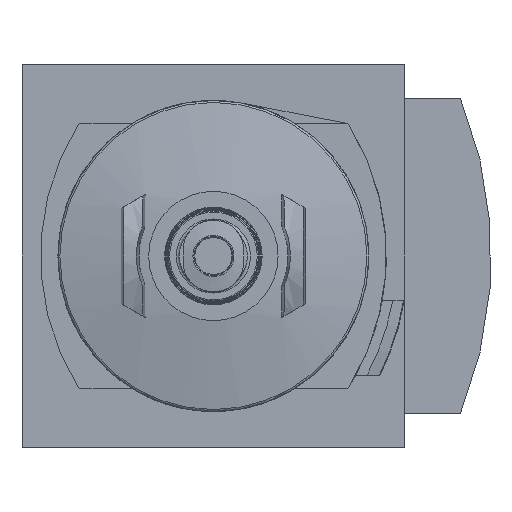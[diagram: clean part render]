
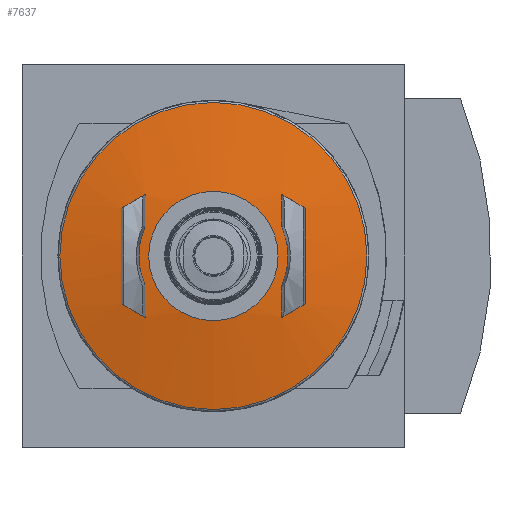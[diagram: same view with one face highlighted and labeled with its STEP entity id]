
A CAD part, front view. The second image highlights one B-rep face of the part: STEP entity #7637.
In plain terms, the highlighted spherical face has radius 110 mm.
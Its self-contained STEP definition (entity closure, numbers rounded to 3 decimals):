
#30=SPHERICAL_SURFACE('',#8091,110.);
#1473=CIRCLE('',#8090,24.87);
#1474=CIRCLE('',#8092,109.085);
#1475=CIRCLE('',#8093,108.706);
#1476=CIRCLE('',#8094,109.085);
#1477=CIRCLE('',#8095,109.363);
#1478=CIRCLE('',#8096,109.617);
#1479=CIRCLE('',#8097,12.084);
#1480=CIRCLE('',#8098,109.617);
#1481=CIRCLE('',#8099,109.363);
#1482=CIRCLE('',#8100,109.085);
#1483=CIRCLE('',#8101,108.706);
#1484=CIRCLE('',#8102,109.085);
#1485=CIRCLE('',#8103,109.363);
#1486=CIRCLE('',#8104,109.617);
#1487=CIRCLE('',#8105,12.084);
#1488=CIRCLE('',#8106,109.617);
#1489=CIRCLE('',#8107,109.363);
#1490=CIRCLE('',#8108,10.476);
#2779=ORIENTED_EDGE('',*,*,#3740,.T.);
#2780=ORIENTED_EDGE('',*,*,#3741,.T.);
#2781=ORIENTED_EDGE('',*,*,#3742,.T.);
#2782=ORIENTED_EDGE('',*,*,#3743,.T.);
#2783=ORIENTED_EDGE('',*,*,#3744,.T.);
#2784=ORIENTED_EDGE('',*,*,#3745,.T.);
#2785=ORIENTED_EDGE('',*,*,#3746,.T.);
#2786=ORIENTED_EDGE('',*,*,#3747,.T.);
#2787=ORIENTED_EDGE('',*,*,#3748,.T.);
#2788=ORIENTED_EDGE('',*,*,#3749,.T.);
#2789=ORIENTED_EDGE('',*,*,#3750,.T.);
#2790=ORIENTED_EDGE('',*,*,#3751,.T.);
#2791=ORIENTED_EDGE('',*,*,#3752,.T.);
#2792=ORIENTED_EDGE('',*,*,#3753,.T.);
#2793=ORIENTED_EDGE('',*,*,#3754,.T.);
#2794=ORIENTED_EDGE('',*,*,#3755,.T.);
#2795=ORIENTED_EDGE('',*,*,#3756,.T.);
#2796=ORIENTED_EDGE('',*,*,#3757,.F.);
#3740=EDGE_CURVE('',#4310,#4310,#1473,.T.);
#3741=EDGE_CURVE('',#4311,#4312,#1474,.T.);
#3742=EDGE_CURVE('',#4312,#4313,#1475,.T.);
#3743=EDGE_CURVE('',#4313,#4314,#1476,.T.);
#3744=EDGE_CURVE('',#4314,#4315,#1477,.T.);
#3745=EDGE_CURVE('',#4315,#4316,#1478,.T.);
#3746=EDGE_CURVE('',#4316,#4317,#1479,.F.);
#3747=EDGE_CURVE('',#4317,#4318,#1480,.T.);
#3748=EDGE_CURVE('',#4318,#4311,#1481,.T.);
#3749=EDGE_CURVE('',#4319,#4320,#1482,.T.);
#3750=EDGE_CURVE('',#4320,#4321,#1483,.T.);
#3751=EDGE_CURVE('',#4321,#4322,#1484,.T.);
#3752=EDGE_CURVE('',#4322,#4323,#1485,.T.);
#3753=EDGE_CURVE('',#4323,#4324,#1486,.T.);
#3754=EDGE_CURVE('',#4324,#4325,#1487,.F.);
#3755=EDGE_CURVE('',#4325,#4326,#1488,.T.);
#3756=EDGE_CURVE('',#4326,#4319,#1489,.T.);
#3757=EDGE_CURVE('',#4327,#4327,#1490,.T.);
#4310=VERTEX_POINT('',#11209);
#4311=VERTEX_POINT('',#11212);
#4312=VERTEX_POINT('',#11213);
#4313=VERTEX_POINT('',#11215);
#4314=VERTEX_POINT('',#11217);
#4315=VERTEX_POINT('',#11219);
#4316=VERTEX_POINT('',#11221);
#4317=VERTEX_POINT('',#11223);
#4318=VERTEX_POINT('',#11225);
#4319=VERTEX_POINT('',#11228);
#4320=VERTEX_POINT('',#11229);
#4321=VERTEX_POINT('',#11231);
#4322=VERTEX_POINT('',#11233);
#4323=VERTEX_POINT('',#11235);
#4324=VERTEX_POINT('',#11237);
#4325=VERTEX_POINT('',#11239);
#4326=VERTEX_POINT('',#11241);
#4327=VERTEX_POINT('',#11244);
#4683=EDGE_LOOP('',(#2779));
#4684=EDGE_LOOP('',(#2780,#2781,#2782,#2783,#2784,#2785,#2786,#2787));
#4685=EDGE_LOOP('',(#2788,#2789,#2790,#2791,#2792,#2793,#2794,#2795));
#4686=EDGE_LOOP('',(#2796));
#5056=FACE_BOUND('',#4683,.T.);
#5057=FACE_BOUND('',#4684,.T.);
#5058=FACE_BOUND('',#4685,.T.);
#5059=FACE_BOUND('',#4686,.T.);
#7637=ADVANCED_FACE('',(#5056,#5057,#5058,#5059),#30,.T.);
#8090=AXIS2_PLACEMENT_3D('',#11208,#9472,#9473);
#8091=AXIS2_PLACEMENT_3D('',#11210,#9474,#9475);
#8092=AXIS2_PLACEMENT_3D('',#11211,#9476,#9477);
#8093=AXIS2_PLACEMENT_3D('',#11214,#9478,#9479);
#8094=AXIS2_PLACEMENT_3D('',#11216,#9480,#9481);
#8095=AXIS2_PLACEMENT_3D('',#11218,#9482,#9483);
#8096=AXIS2_PLACEMENT_3D('',#11220,#9484,#9485);
#8097=AXIS2_PLACEMENT_3D('',#11222,#9486,#9487);
#8098=AXIS2_PLACEMENT_3D('',#11224,#9488,#9489);
#8099=AXIS2_PLACEMENT_3D('',#11226,#9490,#9491);
#8100=AXIS2_PLACEMENT_3D('',#11227,#9492,#9493);
#8101=AXIS2_PLACEMENT_3D('',#11230,#9494,#9495);
#8102=AXIS2_PLACEMENT_3D('',#11232,#9496,#9497);
#8103=AXIS2_PLACEMENT_3D('',#11234,#9498,#9499);
#8104=AXIS2_PLACEMENT_3D('',#11236,#9500,#9501);
#8105=AXIS2_PLACEMENT_3D('',#11238,#9502,#9503);
#8106=AXIS2_PLACEMENT_3D('',#11240,#9504,#9505);
#8107=AXIS2_PLACEMENT_3D('',#11242,#9506,#9507);
#8108=AXIS2_PLACEMENT_3D('',#11243,#9508,#9509);
#9472=DIRECTION('',(0.,-1.,0.));
#9473=DIRECTION('',(0.,0.,-1.));
#9474=DIRECTION('',(0.,-1.,0.));
#9475=DIRECTION('',(0.,0.,-1.));
#9476=DIRECTION('',(0.5,0.,0.866));
#9477=DIRECTION('',(0.866,0.,-0.5));
#9478=DIRECTION('',(1.,-0.017,0.));
#9479=DIRECTION('',(0.017,1.,0.));
#9480=DIRECTION('',(0.5,0.,-0.866));
#9481=DIRECTION('',(-0.866,0.,-0.5));
#9482=DIRECTION('',(0.,-0.017,-1.));
#9483=DIRECTION('',(0.,1.,-0.017));
#9484=DIRECTION('',(-1.,-0.017,0.));
#9485=DIRECTION('',(0.017,-1.,0.));
#9486=DIRECTION('',(0.,1.,0.));
#9487=DIRECTION('',(0.,0.,1.));
#9488=DIRECTION('',(-1.,-0.017,0.));
#9489=DIRECTION('',(0.017,-1.,0.));
#9490=DIRECTION('',(0.,-0.017,1.));
#9491=DIRECTION('',(0.,-1.,-0.017));
#9492=DIRECTION('',(-0.5,0.,-0.866));
#9493=DIRECTION('',(-0.866,0.,0.5));
#9494=DIRECTION('',(-1.,-0.017,0.));
#9495=DIRECTION('',(0.017,-1.,0.));
#9496=DIRECTION('',(-0.5,0.,0.866));
#9497=DIRECTION('',(0.866,0.,0.5));
#9498=DIRECTION('',(0.,-0.017,1.));
#9499=DIRECTION('',(0.,-1.,-0.017));
#9500=DIRECTION('',(1.,-0.017,0.));
#9501=DIRECTION('',(0.017,1.,0.));
#9502=DIRECTION('',(0.,1.,0.));
#9503=DIRECTION('',(0.,0.,1.));
#9504=DIRECTION('',(1.,-0.017,0.));
#9505=DIRECTION('',(0.017,1.,0.));
#9506=DIRECTION('',(0.,-0.017,-1.));
#9507=DIRECTION('',(0.,1.,-0.017));
#9508=DIRECTION('',(0.,-1.,0.));
#9509=DIRECTION('',(0.,0.,-1.));
#11208=CARTESIAN_POINT('',(0.,-153.652,0.));
#11209=CARTESIAN_POINT('',(0.,-153.652,-24.87));
#11210=CARTESIAN_POINT('',(0.,-46.5,0.));
#11211=CARTESIAN_POINT('',(7.08,-46.5,12.263));
#11212=CARTESIAN_POINT('',(11.136,-155.484,9.922));
#11213=CARTESIAN_POINT('',(14.927,-155.208,7.733));
#11214=CARTESIAN_POINT('',(16.819,-46.794,0.));
#11215=CARTESIAN_POINT('',(14.927,-155.208,-7.733));
#11216=CARTESIAN_POINT('',(7.08,-46.5,-12.263));
#11217=CARTESIAN_POINT('',(11.136,-155.484,-9.922));
#11218=CARTESIAN_POINT('',(0.,-46.706,-11.82));
#11219=CARTESIAN_POINT('',(11.078,-155.49,-9.922));
#11220=CARTESIAN_POINT('',(9.173,-46.34,0.));
#11221=CARTESIAN_POINT('',(11.084,-155.834,-4.813));
#11222=CARTESIAN_POINT('',(0.,-155.834,0.));
#11223=CARTESIAN_POINT('',(11.084,-155.834,4.813));
#11224=CARTESIAN_POINT('',(9.173,-46.34,0.));
#11225=CARTESIAN_POINT('',(11.078,-155.49,9.922));
#11226=CARTESIAN_POINT('',(0.,-46.706,11.82));
#11227=CARTESIAN_POINT('',(-7.08,-46.5,-12.263));
#11228=CARTESIAN_POINT('',(-11.136,-155.484,-9.922));
#11229=CARTESIAN_POINT('',(-14.927,-155.208,-7.733));
#11230=CARTESIAN_POINT('',(-16.819,-46.794,0.));
#11231=CARTESIAN_POINT('',(-14.927,-155.208,7.733));
#11232=CARTESIAN_POINT('',(-7.08,-46.5,12.263));
#11233=CARTESIAN_POINT('',(-11.136,-155.484,9.922));
#11234=CARTESIAN_POINT('',(0.,-46.706,11.82));
#11235=CARTESIAN_POINT('',(-11.078,-155.49,9.922));
#11236=CARTESIAN_POINT('',(-9.173,-46.34,0.));
#11237=CARTESIAN_POINT('',(-11.084,-155.834,4.813));
#11238=CARTESIAN_POINT('',(0.,-155.834,0.));
#11239=CARTESIAN_POINT('',(-11.084,-155.834,-4.813));
#11240=CARTESIAN_POINT('',(-9.173,-46.34,0.));
#11241=CARTESIAN_POINT('',(-11.078,-155.49,-9.922));
#11242=CARTESIAN_POINT('',(0.,-46.706,-11.82));
#11243=CARTESIAN_POINT('',(0.,-156.,0.));
#11244=CARTESIAN_POINT('',(0.,-156.,-10.476));
